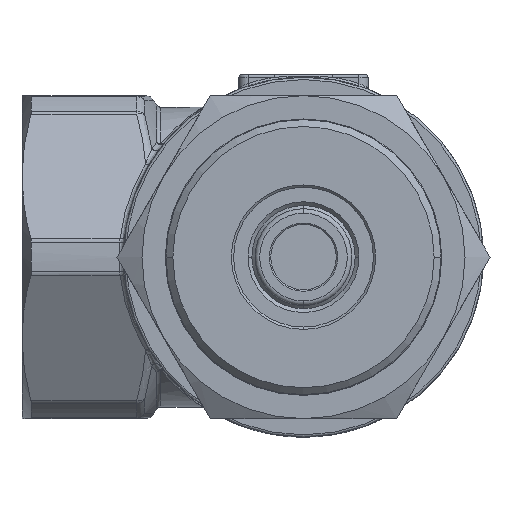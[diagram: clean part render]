
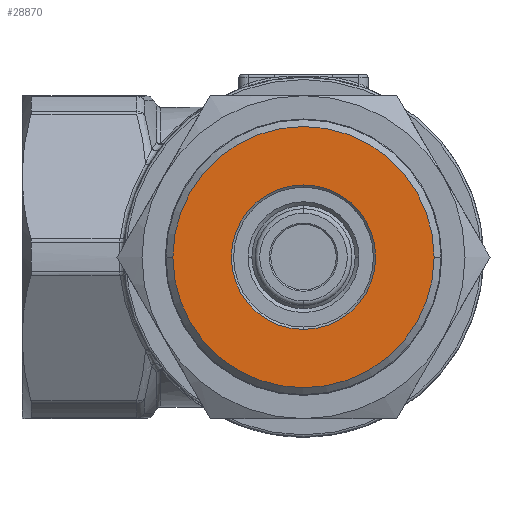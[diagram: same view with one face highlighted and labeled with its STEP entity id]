
A CAD part, front view. The second image highlights one B-rep face of the part: STEP entity #28870.
In plain terms, the highlighted planar face has unit normal (0, -1, 0).
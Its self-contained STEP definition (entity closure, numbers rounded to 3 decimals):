
#1063 = DIRECTION ( 'NONE',  ( 1., 0., 0. ) ) ;
#1376 = AXIS2_PLACEMENT_3D ( 'NONE', #3478, #22773, #19962 ) ;
#3163 = ORIENTED_EDGE ( 'NONE', *, *, #28187, .T. ) ;
#3233 = AXIS2_PLACEMENT_3D ( 'NONE', #25562, #22220, #13784 ) ;
#3478 = CARTESIAN_POINT ( 'NONE',  ( 0., -83.5, 0. ) ) ;
#6414 = ORIENTED_EDGE ( 'NONE', *, *, #24162, .T. ) ;
#7269 = AXIS2_PLACEMENT_3D ( 'NONE', #7826, #21877, #35708 ) ;
#7826 = CARTESIAN_POINT ( 'NONE',  ( 0., -83.5, 0. ) ) ;
#7831 = FACE_BOUND ( 'NONE', #11430, .T. ) ;
#8010 = DIRECTION ( 'NONE',  ( 1., 0., 0. ) ) ;
#10810 = PLANE ( 'NONE',  #15109 ) ;
#11430 = EDGE_LOOP ( 'NONE', ( #3163, #15370 ) ) ;
#13559 = VERTEX_POINT ( 'NONE', #23817 ) ;
#13784 = DIRECTION ( 'NONE',  ( 1., 0., 0. ) ) ;
#13805 = CIRCLE ( 'NONE', #7269, 15.65 ) ;
#15109 = AXIS2_PLACEMENT_3D ( 'NONE', #30262, #19434, #8010 ) ;
#15370 = ORIENTED_EDGE ( 'NONE', *, *, #16260, .T. ) ;
#16260 = EDGE_CURVE ( 'NONE', #17236, #13559, #26569, .T. ) ;
#17236 = VERTEX_POINT ( 'NONE', #36641 ) ;
#18737 = AXIS2_PLACEMENT_3D ( 'NONE', #24460, #29891, #1063 ) ;
#18751 = ORIENTED_EDGE ( 'NONE', *, *, #33894, .T. ) ;
#19243 = FACE_OUTER_BOUND ( 'NONE', #36465, .T. ) ;
#19434 = DIRECTION ( 'NONE',  ( 0., -1., 0. ) ) ;
#19962 = DIRECTION ( 'NONE',  ( 1., 0., 0. ) ) ;
#21877 = DIRECTION ( 'NONE',  ( 0., 1., 0. ) ) ;
#22220 = DIRECTION ( 'NONE',  ( 0., 1., 0. ) ) ;
#22773 = DIRECTION ( 'NONE',  ( 0., -1., 0. ) ) ;
#22997 = VERTEX_POINT ( 'NONE', #34267 ) ;
#23817 = CARTESIAN_POINT ( 'NONE',  ( 0., -83.5, -15.65 ) ) ;
#24162 = EDGE_CURVE ( 'NONE', #28411, #22997, #33634, .T. ) ;
#24460 = CARTESIAN_POINT ( 'NONE',  ( 0., -83.5, 0. ) ) ;
#25562 = CARTESIAN_POINT ( 'NONE',  ( 0., -83.5, 0. ) ) ;
#26569 = CIRCLE ( 'NONE', #3233, 15.65 ) ;
#28187 = EDGE_CURVE ( 'NONE', #13559, #17236, #13805, .T. ) ;
#28411 = VERTEX_POINT ( 'NONE', #30901 ) ;
#28870 = ADVANCED_FACE ( 'NONE', ( #7831, #19243 ), #10810, .T. ) ;
#29891 = DIRECTION ( 'NONE',  ( 0., -1., 0. ) ) ;
#30262 = CARTESIAN_POINT ( 'NONE',  ( -29.805, -83.5, 0. ) ) ;
#30901 = CARTESIAN_POINT ( 'NONE',  ( -28.305, -83.5, 0. ) ) ;
#33634 = CIRCLE ( 'NONE', #1376, 28.305 ) ;
#33894 = EDGE_CURVE ( 'NONE', #22997, #28411, #35439, .T. ) ;
#34267 = CARTESIAN_POINT ( 'NONE',  ( 28.305, -83.5, 0. ) ) ;
#35439 = CIRCLE ( 'NONE', #18737, 28.305 ) ;
#35708 = DIRECTION ( 'NONE',  ( 1., 0., 0. ) ) ;
#36465 = EDGE_LOOP ( 'NONE', ( #6414, #18751 ) ) ;
#36641 = CARTESIAN_POINT ( 'NONE',  ( 0., -83.5, 15.65 ) ) ;
